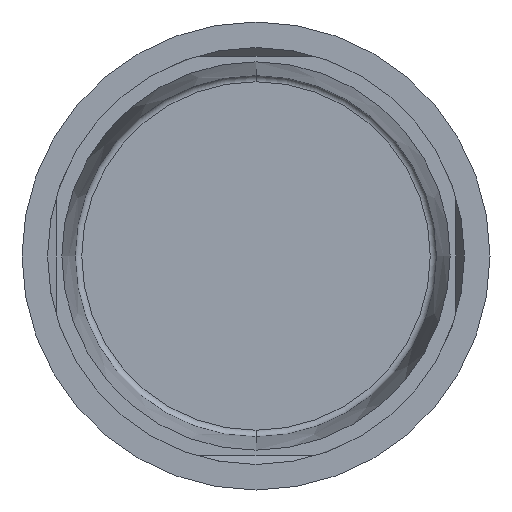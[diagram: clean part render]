
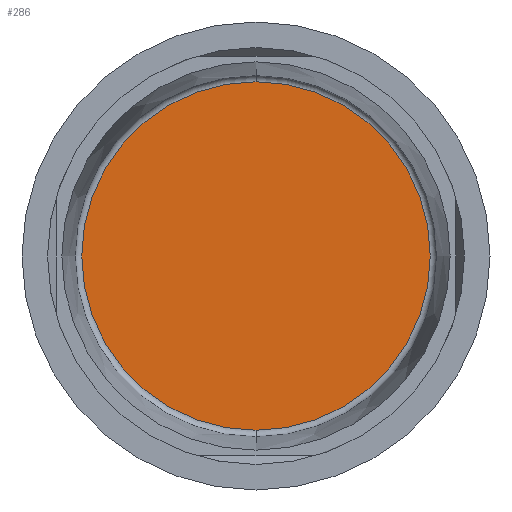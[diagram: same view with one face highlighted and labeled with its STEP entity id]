
A CAD part, front view. The second image highlights one B-rep face of the part: STEP entity #286.
In plain terms, the highlighted planar face has unit normal (0, -1, 0).
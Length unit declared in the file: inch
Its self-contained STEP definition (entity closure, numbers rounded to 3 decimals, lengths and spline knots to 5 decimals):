
#20 = DIRECTION ( 'NONE',  ( 0., -1., 0. ) ) ;
#23 = DIRECTION ( 'NONE',  ( 0., -1., 0. ) ) ;
#42 = CARTESIAN_POINT ( 'NONE',  ( 0., 0.29863, 0.26248 ) ) ;
#91 = EDGE_CURVE ( 'NONE', #373, #491, #278, .T. ) ;
#101 = CIRCLE ( 'NONE', #136, 0.26248 ) ;
#103 = EDGE_CURVE ( 'NONE', #491, #373, #101, .T. ) ;
#136 = AXIS2_PLACEMENT_3D ( 'NONE', #398, #23, #350 ) ;
#145 = CARTESIAN_POINT ( 'NONE',  ( 0., 0.29863, -0.26248 ) ) ;
#157 = FACE_OUTER_BOUND ( 'NONE', #231, .T. ) ;
#182 = CARTESIAN_POINT ( 'NONE',  ( 0., 0.29863, 0. ) ) ;
#183 = DIRECTION ( 'NONE',  ( 0., 0., -1. ) ) ;
#231 = EDGE_LOOP ( 'NONE', ( #378, #282 ) ) ;
#247 = DIRECTION ( 'NONE',  ( 0., -1., 0. ) ) ;
#278 = CIRCLE ( 'NONE', #684, 0.26248 ) ;
#282 = ORIENTED_EDGE ( 'NONE', *, *, #91, .T. ) ;
#286 = ADVANCED_FACE ( 'NONE', ( #157 ), #553, .T. ) ;
#311 = AXIS2_PLACEMENT_3D ( 'NONE', #182, #20, #348 ) ;
#348 = DIRECTION ( 'NONE',  ( 0., 0., -1. ) ) ;
#350 = DIRECTION ( 'NONE',  ( 0., 0., -1. ) ) ;
#373 = VERTEX_POINT ( 'NONE', #42 ) ;
#378 = ORIENTED_EDGE ( 'NONE', *, *, #103, .T. ) ;
#398 = CARTESIAN_POINT ( 'NONE',  ( 0., 0.29863, 0. ) ) ;
#491 = VERTEX_POINT ( 'NONE', #145 ) ;
#553 = PLANE ( 'NONE',  #311 ) ;
#610 = CARTESIAN_POINT ( 'NONE',  ( 0., 0.29863, 0. ) ) ;
#684 = AXIS2_PLACEMENT_3D ( 'NONE', #610, #247, #183 ) ;
